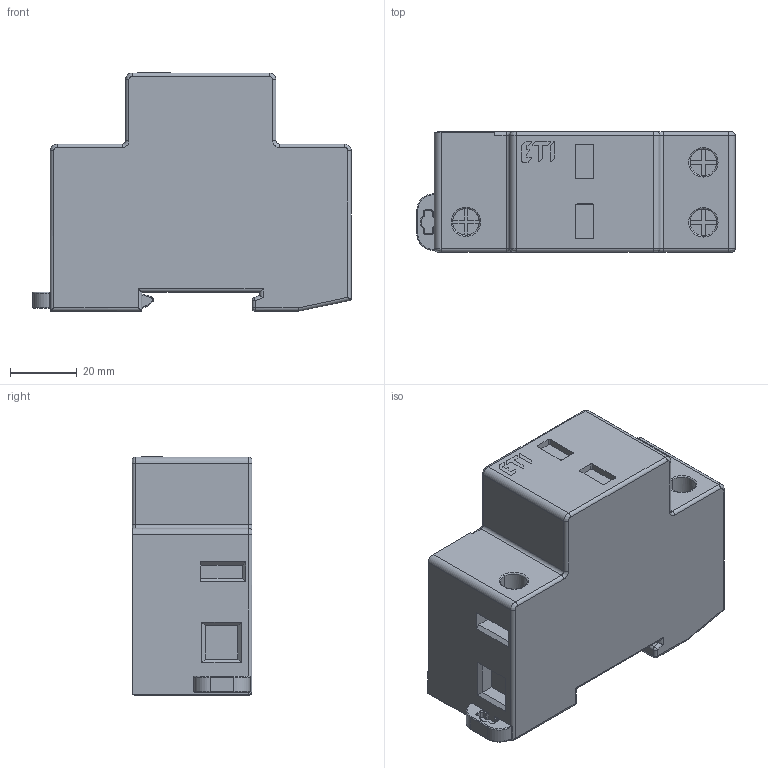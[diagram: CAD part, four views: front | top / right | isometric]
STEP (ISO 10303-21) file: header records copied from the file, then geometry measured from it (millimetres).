
FILE_DESCRIPTION((''),'2;1');
FILE_NAME('ETITEC_T_WENT_2_0_RC_ASM','2020-12-22T',('marketing.praksa'),('Audax d.o.o.'),'CREO PARAMETRIC BY PTC INC, 2017480','CREO PARAMETRIC BY PTC INC, 2017480','');
FILE_SCHEMA(('AUTOMOTIVE_DESIGN { 1 0 10303 214 1 1 1 1 }'));
Products named in the file (8): PROBLOC_SAFEBLOX_EXT_2TE_RC_22_; 56_0650_ETITEC_T_WENT_320_25__1_ASM; TMP_DWG_65_1_1_1_2_3_4_5; TMP_DWG_65_1_2_1_2_3_4_5; TMP_DWG_65_1_3_1_2_3_4_5; CRM-82TO_1_2_3_4_ASM; ASM0043_ASM; ETITEC_T_WENT_2_0_RC_ASM
Assembly tree (7 placements, depth 4):
  ETITEC_T_WENT_2_0_RC_ASM
    56_0650_ETITEC_T_WENT_320_25__1_ASM
      PROBLOC_SAFEBLOX_EXT_2TE_RC_22_
    ASM0043_ASM
      CRM-82TO_1_2_3_4_ASM
        TMP_DWG_65_1_1_1_2_3_4_5
        TMP_DWG_65_1_2_1_2_3_4_5
        TMP_DWG_65_1_3_1_2_3_4_5
Bounding box: 95.25 x 35.9 x 71.35 mm (x, y, z)
Volume: 184387.2 mm3; surface area: 24262.7 mm2
Topology: 4 solids, 4 shells, 330 faces, 834 edges, 520 vertices
Faces by surface type: plane 168, cylinder 113, torus 25, bspline 20, sphere 4
Entity records: 15105 total; most frequent: CARTESIAN_POINT 3049, DIRECTION 1728, ORIENTED_EDGE 1660, PRESENTATION_STYLE_ASSIGNMENT 977, STYLED_ITEM 834, CURVE_STYLE 830, EDGE_CURVE 830, AXIS2_PLACEMENT_3D 606
